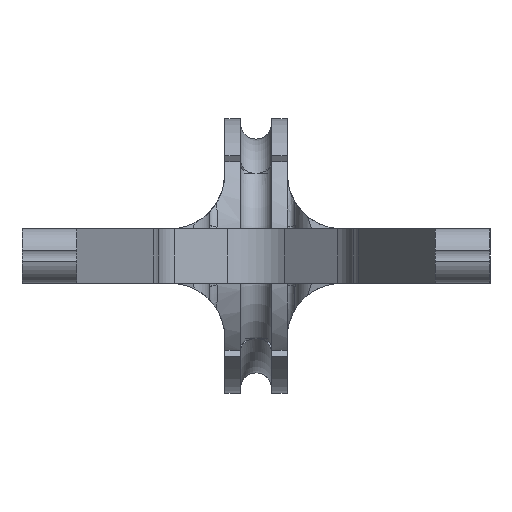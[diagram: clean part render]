
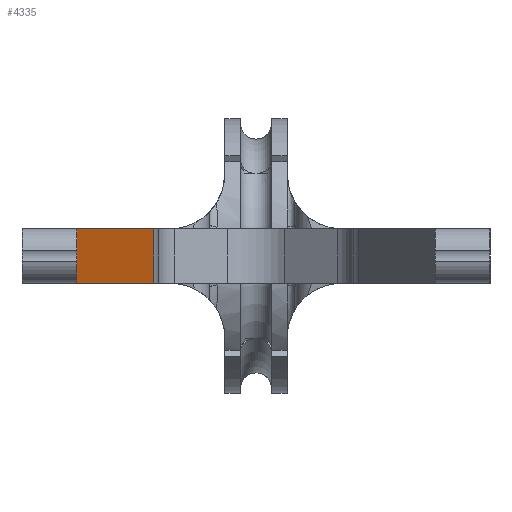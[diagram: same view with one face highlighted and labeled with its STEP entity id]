
A CAD part, left-side view. The second image highlights one B-rep face of the part: STEP entity #4335.
In plain terms, the highlighted planar face has unit normal (-0.344, -0.939, 0).
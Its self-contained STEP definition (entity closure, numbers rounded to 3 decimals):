
#195=PLANE('',#4752);
#360=FACE_OUTER_BOUND('',#603,.T.);
#603=EDGE_LOOP('',(#3610,#3611,#3612,#3613));
#833=LINE('',#7049,#1213);
#896=LINE('',#7390,#1276);
#1017=LINE('',#8140,#1397);
#1018=LINE('',#8141,#1398);
#1213=VECTOR('',#5278,1000.);
#1276=VECTOR('',#5455,1000.);
#1397=VECTOR('',#5782,1000.);
#1398=VECTOR('',#5783,1000.);
#1860=VERTEX_POINT('',#7046);
#1861=VERTEX_POINT('',#7048);
#1969=VERTEX_POINT('',#7387);
#1970=VERTEX_POINT('',#7389);
#2356=EDGE_CURVE('',#1860,#1861,#833,.T.);
#2474=EDGE_CURVE('',#1970,#1969,#896,.T.);
#2657=EDGE_CURVE('',#1969,#1861,#1017,.T.);
#2658=EDGE_CURVE('',#1970,#1860,#1018,.T.);
#3610=ORIENTED_EDGE('',*,*,#2474,.T.);
#3611=ORIENTED_EDGE('',*,*,#2657,.T.);
#3612=ORIENTED_EDGE('',*,*,#2356,.F.);
#3613=ORIENTED_EDGE('',*,*,#2658,.F.);
#4335=ADVANCED_FACE('',(#360),#195,.F.);
#4752=AXIS2_PLACEMENT_3D('',#8139,#5780,#5781);
#5278=DIRECTION('',(-0.939,0.344,0.));
#5455=DIRECTION('',(-0.939,0.344,0.));
#5780=DIRECTION('center_axis',(0.344,0.939,0.));
#5781=DIRECTION('ref_axis',(0.939,-0.344,0.));
#5782=DIRECTION('',(0.,0.,-1.));
#5783=DIRECTION('',(0.,0.,-1.));
#7046=CARTESIAN_POINT('',(-52.555,13.111,0.));
#7048=CARTESIAN_POINT('',(-79.524,23.,0.));
#7049=CARTESIAN_POINT('',(-50.888,12.5,0.));
#7387=CARTESIAN_POINT('',(-79.524,23.,7.));
#7389=CARTESIAN_POINT('',(-52.555,13.111,7.));
#7390=CARTESIAN_POINT('',(-50.888,12.5,7.));
#8139=CARTESIAN_POINT('Origin',(-50.888,12.5,7.));
#8140=CARTESIAN_POINT('',(-79.524,23.,7.));
#8141=CARTESIAN_POINT('',(-52.555,13.111,7.));
